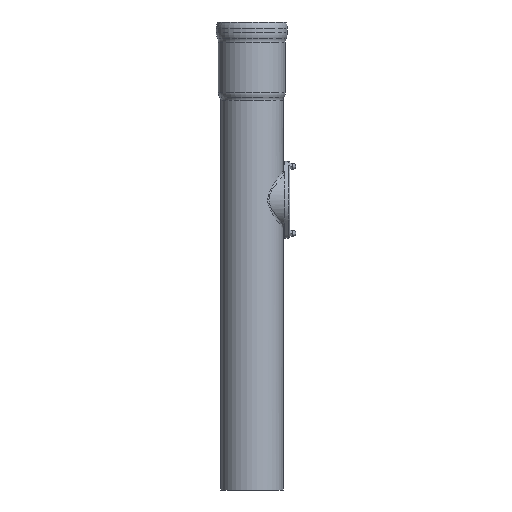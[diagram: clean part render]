
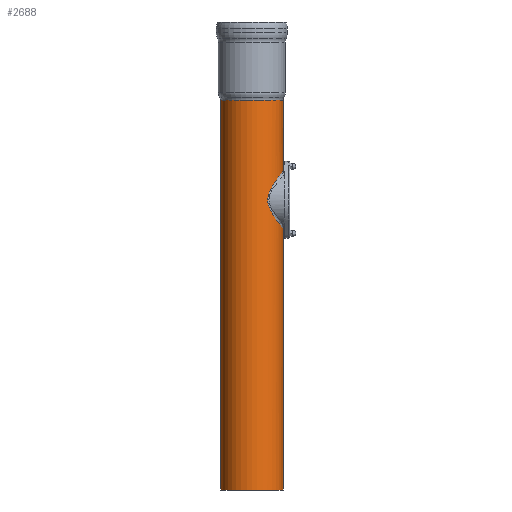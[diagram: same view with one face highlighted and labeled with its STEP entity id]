
A CAD part, left-side view. The second image highlights one B-rep face of the part: STEP entity #2688.
In plain terms, the highlighted cylindrical face has radius 665 mm (diameter 1330 mm), a full revolution.
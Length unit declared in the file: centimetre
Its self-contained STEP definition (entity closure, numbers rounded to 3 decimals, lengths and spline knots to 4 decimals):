
#80=B_SPLINE_CURVE_WITH_KNOTS('',3,(#19527,#19528,#19529,#19530,#19531,
#19532,#19533,#19534,#19535,#19536,#19537,#19538,#19539,#19540,#19541,#19542,
#19543,#19544,#19545,#19546,#19547,#19548,#19549,#19550,#19551,#19552,#19553,
#19554,#19555,#19556,#19557,#19558,#19559,#19560,#19561,#19562,#19563,#19564,
#19565,#19566,#19567,#19568,#19569,#19570,#19571,#19572,#19573,#19574,#19575,
#19576,#19577,#19578,#19579,#19580,#19581),.UNSPECIFIED.,.T.,.F.,(4,1,1,
1,1,1,1,1,1,1,1,1,1,1,1,1,1,1,1,1,1,1,1,1,1,1,1,1,1,1,1,1,1,1,1,1,1,1,1,
1,1,1,1,1,1,1,1,1,1,1,1,1,4),(-371.0759,-367.7628,-364.4496,
-357.8232,-351.1969,-344.5705,-337.9442,-331.3178,
-318.0651,-306.2849,-300.3948,-294.5047,
-288.6146,-282.7245,-273.8894,-265.0542,
-256.2191,-247.384,-238.5488,-229.7137,-220.8785,
-212.0434,-203.2083,-198.7907,-194.3731,
-188.483,-182.5929,-176.7028,-172.2853,
-167.8677,-163.4501,-159.0325,-150.1974,
-141.3623,-132.5271,-123.692,-114.8568,
-106.0217,-97.1866,-88.3514,-79.5163,
-70.6811,-61.846,-53.0108,-46.3845,
-39.7581,-33.1318,-26.5054,-19.8791,
-13.2527,-6.6264,-3.3132,0.),.UNSPECIFIED.);
#127=FACE_BOUND('',#865,.T.);
#233=CYLINDRICAL_SURFACE('',#2989,66.5);
#312=LINE('',#19524,#429);
#429=VECTOR('',#3661,66.5);
#667=FACE_OUTER_BOUND('',#864,.T.);
#864=EDGE_LOOP('',(#2249,#2250,#2251,#2252,#2253));
#865=EDGE_LOOP('',(#2254));
#1052=CIRCLE('',#2984,66.5);
#1056=CIRCLE('',#2990,66.5);
#1057=CIRCLE('',#2991,66.5);
#1285=VERTEX_POINT('',#19452);
#1290=VERTEX_POINT('',#19521);
#1291=VERTEX_POINT('',#19522);
#1292=VERTEX_POINT('',#19526);
#1612=EDGE_CURVE('',#1285,#1285,#1052,.T.);
#1618=EDGE_CURVE('',#1290,#1291,#1056,.T.);
#1619=EDGE_CURVE('',#1290,#1285,#312,.T.);
#1620=EDGE_CURVE('',#1291,#1290,#1057,.T.);
#1621=EDGE_CURVE('',#1292,#1292,#80,.T.);
#2249=ORIENTED_EDGE('',*,*,#1618,.F.);
#2250=ORIENTED_EDGE('',*,*,#1619,.T.);
#2251=ORIENTED_EDGE('',*,*,#1612,.F.);
#2252=ORIENTED_EDGE('',*,*,#1619,.F.);
#2253=ORIENTED_EDGE('',*,*,#1620,.F.);
#2254=ORIENTED_EDGE('',*,*,#1621,.F.);
#2688=ADVANCED_FACE('',(#667,#127),#233,.T.);
#2984=AXIS2_PLACEMENT_3D('',#19453,#3646,#3647);
#2989=AXIS2_PLACEMENT_3D('',#19520,#3657,#3658);
#2990=AXIS2_PLACEMENT_3D('',#19523,#3659,#3660);
#2991=AXIS2_PLACEMENT_3D('',#19525,#3662,#3663);
#3646=DIRECTION('center_axis',(0.,0.,-1.));
#3647=DIRECTION('ref_axis',(1.,0.,0.));
#3657=DIRECTION('center_axis',(0.,0.,1.));
#3658=DIRECTION('ref_axis',(-1.,0.,0.));
#3659=DIRECTION('center_axis',(0.,0.,1.));
#3660=DIRECTION('ref_axis',(1.,0.,0.));
#3661=DIRECTION('',(0.,0.,-1.));
#3662=DIRECTION('center_axis',(0.,0.,1.));
#3663=DIRECTION('ref_axis',(1.,0.,0.));
#19452=CARTESIAN_POINT('',(66.5,0.,0.));
#19453=CARTESIAN_POINT('Origin',(0.,0.,0.));
#19520=CARTESIAN_POINT('Origin',(0.,0.,12.5));
#19521=CARTESIAN_POINT('',(66.5,0.,832.5));
#19522=CARTESIAN_POINT('',(0.,66.5,832.5));
#19523=CARTESIAN_POINT('Origin',(0.,0.,832.5));
#19524=CARTESIAN_POINT('',(66.5,0.,12.5));
#19525=CARTESIAN_POINT('Origin',(0.,0.,832.5));
#19526=CARTESIAN_POINT('',(-57.1993,-33.9189,620.));
#19527=CARTESIAN_POINT('Ctrl Pts',(-57.1993,-33.9189,
620.));
#19528=CARTESIAN_POINT('Ctrl Pts',(-57.1993,-33.9189,
618.7616));
#19529=CARTESIAN_POINT('Ctrl Pts',(-57.1295,-34.0371,
616.2854));
#19530=CARTESIAN_POINT('Ctrl Pts',(-56.7167,-34.7255,
611.3983));
#19531=CARTESIAN_POINT('Ctrl Pts',(-55.7188,-36.3358,
605.5226));
#19532=CARTESIAN_POINT('Ctrl Pts',(-53.8702,-39.0478,
598.9647));
#19533=CARTESIAN_POINT('Ctrl Pts',(-51.453,-42.1999,
592.8704));
#19534=CARTESIAN_POINT('Ctrl Pts',(-48.5089,-45.5679,
587.199));
#19535=CARTESIAN_POINT('Ctrl Pts',(-43.901,-50.144,580.1694));
#19536=CARTESIAN_POINT('Ctrl Pts',(-37.168,-55.4946,572.6967));
#19537=CARTESIAN_POINT('Ctrl Pts',(-29.0617,-60.0131,
566.7505));
#19538=CARTESIAN_POINT('Ctrl Pts',(-22.1052,-62.8055,563.1621));
#19539=CARTESIAN_POINT('Ctrl Pts',(-16.5384,-64.5009,
561.01));
#19540=CARTESIAN_POINT('Ctrl Pts',(-10.6796,-65.7297,
559.4639));
#19541=CARTESIAN_POINT('Ctrl Pts',(-3.6076,-66.5521,
558.4347));
#19542=CARTESIAN_POINT('Ctrl Pts',(4.6296,-66.5532,558.4335));
#19543=CARTESIAN_POINT('Ctrl Pts',(13.6867,-65.2835,560.0219));
#19544=CARTESIAN_POINT('Ctrl Pts',(22.1728,-62.8909,563.0468));
#19545=CARTESIAN_POINT('Ctrl Pts',(29.8647,-59.6009,567.2846));
#19546=CARTESIAN_POINT('Ctrl Pts',(36.6564,-55.6571,572.5138));
#19547=CARTESIAN_POINT('Ctrl Pts',(42.5249,-51.2873,578.5673));
#19548=CARTESIAN_POINT('Ctrl Pts',(47.4789,-46.7092,585.3459));
#19549=CARTESIAN_POINT('Ctrl Pts',(51.5203,-42.1745,592.8155));
#19550=CARTESIAN_POINT('Ctrl Pts',(54.1103,-38.7063,599.6635));
#19551=CARTESIAN_POINT('Ctrl Pts',(55.6585,-36.4078,605.568));
#19552=CARTESIAN_POINT('Ctrl Pts',(56.6257,-34.8803,610.726));
#19553=CARTESIAN_POINT('Ctrl Pts',(57.2262,-33.8743,616.6771));
#19554=CARTESIAN_POINT('Ctrl Pts',(57.2266,-33.8731,623.3206));
#19555=CARTESIAN_POINT('Ctrl Pts',(56.626,-34.8799,629.2713));
#19556=CARTESIAN_POINT('Ctrl Pts',(55.6589,-36.4073,634.4298));
#19557=CARTESIAN_POINT('Ctrl Pts',(54.4983,-38.13,638.8582));
#19558=CARTESIAN_POINT('Ctrl Pts',(53.0746,-40.0941,643.0735));
#19559=CARTESIAN_POINT('Ctrl Pts',(50.8494,-42.9263,648.4248));
#19560=CARTESIAN_POINT('Ctrl Pts',(47.4811,-46.7074,654.6502));
#19561=CARTESIAN_POINT('Ctrl Pts',(42.5281,-51.2844,661.4291));
#19562=CARTESIAN_POINT('Ctrl Pts',(36.6605,-55.6545,667.4825));
#19563=CARTESIAN_POINT('Ctrl Pts',(29.868,-59.5992,672.7133));
#19564=CARTESIAN_POINT('Ctrl Pts',(22.1781,-62.8889,676.9506));
#19565=CARTESIAN_POINT('Ctrl Pts',(13.692,-65.2825,679.9769));
#19566=CARTESIAN_POINT('Ctrl Pts',(4.6355,-66.5524,681.5657));
#19567=CARTESIAN_POINT('Ctrl Pts',(-4.632,-66.553,
681.5663));
#19568=CARTESIAN_POINT('Ctrl Pts',(-13.6884,-65.2832,
679.9777));
#19569=CARTESIAN_POINT('Ctrl Pts',(-22.1752,-62.89,
676.9521));
#19570=CARTESIAN_POINT('Ctrl Pts',(-29.8651,-59.6006,672.715));
#19571=CARTESIAN_POINT('Ctrl Pts',(-36.0916,-55.9851,667.9212));
#19572=CARTESIAN_POINT('Ctrl Pts',(-41.0792,-52.3869,
662.9607));
#19573=CARTESIAN_POINT('Ctrl Pts',(-45.0498,-49.0026,658.0788));
#19574=CARTESIAN_POINT('Ctrl Pts',(-48.5081,-45.569,
652.8021));
#19575=CARTESIAN_POINT('Ctrl Pts',(-51.4535,-42.1992,
647.1288));
#19576=CARTESIAN_POINT('Ctrl Pts',(-53.87,-39.048,
641.0354));
#19577=CARTESIAN_POINT('Ctrl Pts',(-55.7188,-36.3358,
634.4778));
#19578=CARTESIAN_POINT('Ctrl Pts',(-56.7167,-34.7255,
628.6016));
#19579=CARTESIAN_POINT('Ctrl Pts',(-57.1295,-34.0371,
623.7146));
#19580=CARTESIAN_POINT('Ctrl Pts',(-57.1993,-33.9189,
621.2384));
#19581=CARTESIAN_POINT('Ctrl Pts',(-57.1993,-33.9189,
620.));
